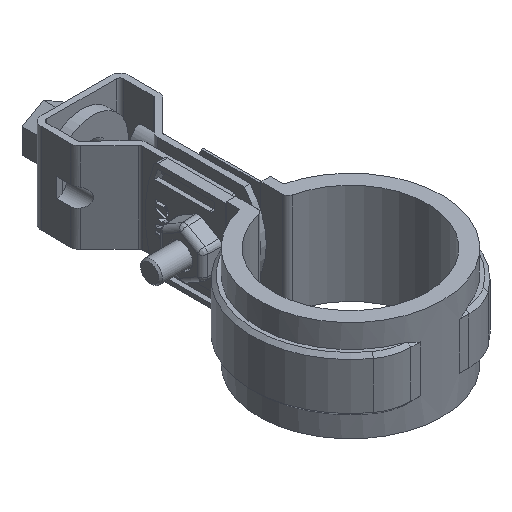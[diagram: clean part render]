
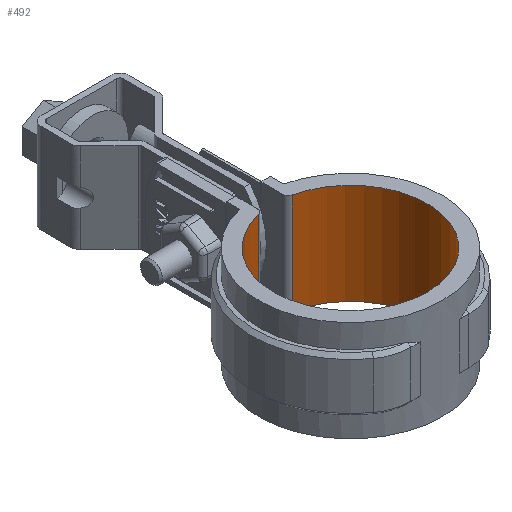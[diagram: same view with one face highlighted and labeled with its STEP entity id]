
A CAD part, isometric view. The second image highlights one B-rep face of the part: STEP entity #492.
In plain terms, the highlighted cylindrical face has radius 21.35 mm (diameter 42.7 mm), a partial arc.
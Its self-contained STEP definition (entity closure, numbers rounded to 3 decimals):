
#492 = ADVANCED_FACE( '', ( #993 ), #994, .F. );
#993 = FACE_OUTER_BOUND( '', #2086, .T. );
#994 = CYLINDRICAL_SURFACE( '', #2087, 21.35 );
#2086 = EDGE_LOOP( '', ( #5525, #5526, #5527, #5528 ) );
#2087 = AXIS2_PLACEMENT_3D( '', #5529, #5530, #5531 );
#5525 = ORIENTED_EDGE( '', *, *, #7708, .F. );
#5526 = ORIENTED_EDGE( '', *, *, #7738, .T. );
#5527 = ORIENTED_EDGE( '', *, *, #7680, .T. );
#5528 = ORIENTED_EDGE( '', *, *, #7622, .T. );
#5529 = CARTESIAN_POINT( '', ( 0., 0., -87.728 ) );
#5530 = DIRECTION( '', ( 0., 0., 1. ) );
#5531 = DIRECTION( '', ( -1., 0., 0. ) );
#7622 = EDGE_CURVE( '', #8818, #8815, #8819, .T. );
#7680 = EDGE_CURVE( '', #8908, #8818, #8909, .F. );
#7708 = EDGE_CURVE( '', #8947, #8815, #8949, .F. );
#7738 = EDGE_CURVE( '', #8947, #8908, #8989, .T. );
#8815 = VERTEX_POINT( '', #12284 );
#8818 = VERTEX_POINT( '', #12287 );
#8819 = LINE( '', #12288, #12289 );
#8908 = VERTEX_POINT( '', #12955 );
#8909 = CIRCLE( '', #12956, 21.35 );
#8947 = VERTEX_POINT( '', #13043 );
#8949 = CIRCLE( '', #13045, 21.35 );
#8989 = LINE( '', #13111, #13112 );
#12284 = CARTESIAN_POINT( '', ( 4.672, 20.833, -26.5 ) );
#12287 = CARTESIAN_POINT( '', ( 4.672, 20.833, 1.5 ) );
#12288 = CARTESIAN_POINT( '', ( 4.672, 20.833, -87.728 ) );
#12289 = VECTOR( '', #14856, 1000. );
#12955 = CARTESIAN_POINT( '', ( -4.672, 20.833, 1.5 ) );
#12956 = AXIS2_PLACEMENT_3D( '', #14907, #14908, #14909 );
#13043 = CARTESIAN_POINT( '', ( -4.672, 20.833, -26.5 ) );
#13045 = AXIS2_PLACEMENT_3D( '', #14949, #14950, #14951 );
#13111 = CARTESIAN_POINT( '', ( -4.672, 20.833, -87.728 ) );
#13112 = VECTOR( '', #14997, 1000. );
#14856 = DIRECTION( '', ( 0., 0., -1. ) );
#14907 = CARTESIAN_POINT( '', ( 0., 0., 1.5 ) );
#14908 = DIRECTION( '', ( 0., 0., -1. ) );
#14909 = DIRECTION( '', ( -1., 0., 0. ) );
#14949 = CARTESIAN_POINT( '', ( 0., 0., -26.5 ) );
#14950 = DIRECTION( '', ( 0., 0., -1. ) );
#14951 = DIRECTION( '', ( -1., 0., 0. ) );
#14997 = DIRECTION( '', ( 0., 0., 1. ) );
